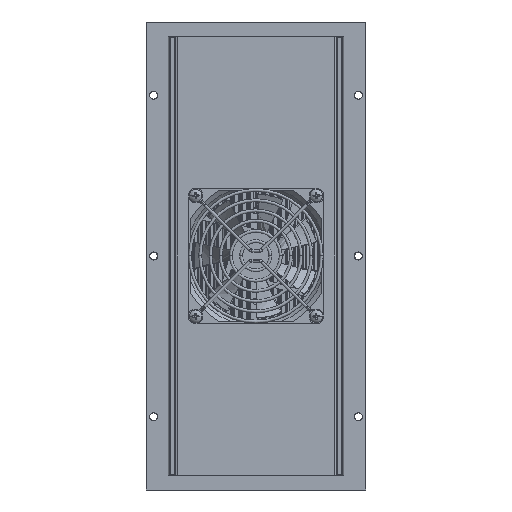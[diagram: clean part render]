
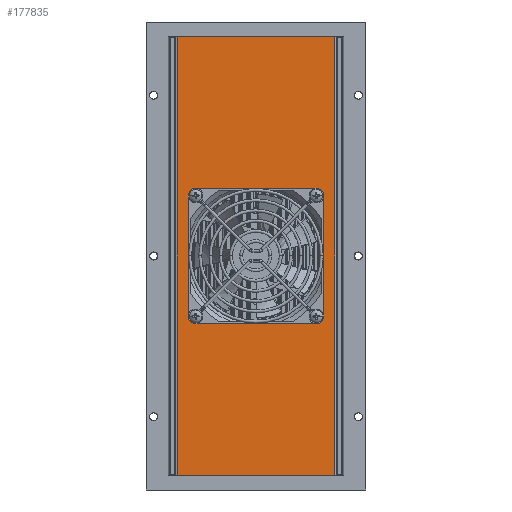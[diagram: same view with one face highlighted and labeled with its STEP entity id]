
A CAD part, front view. The second image highlights one B-rep face of the part: STEP entity #177835.
In plain terms, the highlighted planar face has unit normal (0, -1, 0).
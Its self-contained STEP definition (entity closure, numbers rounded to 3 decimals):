
#564 = DIRECTION ( 'NONE',  ( 0., -1., 0. ) ) ;
#2105 = CARTESIAN_POINT ( 'NONE',  ( -54., -37., 150. ) ) ;
#3516 = LINE ( 'NONE', #201865, #35770 ) ;
#5169 = VERTEX_POINT ( 'NONE', #193112 ) ;
#5403 = AXIS2_PLACEMENT_3D ( 'NONE', #169524, #74566, #185467 ) ;
#7014 = CARTESIAN_POINT ( 'NONE',  ( 54., -37., -150. ) ) ;
#10852 = CARTESIAN_POINT ( 'NONE',  ( 54., -37., -150. ) ) ;
#11643 = VERTEX_POINT ( 'NONE', #59158 ) ;
#11647 = CIRCLE ( 'NONE', #107198, 2.5 ) ;
#16756 = FACE_OUTER_BOUND ( 'NONE', #96465, .T. ) ;
#17499 = CIRCLE ( 'NONE', #73429, 2.5 ) ;
#18596 = CARTESIAN_POINT ( 'NONE',  ( -41.25, -37., -41.25 ) ) ;
#20357 = ORIENTED_EDGE ( 'NONE', *, *, #149547, .F. ) ;
#21741 = FACE_BOUND ( 'NONE', #89058, .T. ) ;
#22687 = CIRCLE ( 'NONE', #152722, 2.5 ) ;
#23602 = ORIENTED_EDGE ( 'NONE', *, *, #32426, .F. ) ;
#29627 = EDGE_CURVE ( 'NONE', #91507, #153035, #22687, .T. ) ;
#32426 = EDGE_CURVE ( 'NONE', #65653, #125328, #11647, .T. ) ;
#34569 = DIRECTION ( 'NONE',  ( 1., 0., 0. ) ) ;
#35534 = ORIENTED_EDGE ( 'NONE', *, *, #79112, .F. ) ;
#35770 = VECTOR ( 'NONE', #154580, 1000. ) ;
#36381 = EDGE_CURVE ( 'NONE', #153035, #91507, #185634, .T. ) ;
#38259 = EDGE_CURVE ( 'NONE', #75427, #193436, #187579, .T. ) ;
#39712 = DIRECTION ( 'NONE',  ( 0., -1., 0. ) ) ;
#40238 = DIRECTION ( 'NONE',  ( 1., 0., 0. ) ) ;
#43103 = CARTESIAN_POINT ( 'NONE',  ( 41.25, -37., -41.25 ) ) ;
#43714 = ORIENTED_EDGE ( 'NONE', *, *, #36381, .F. ) ;
#45021 = DIRECTION ( 'NONE',  ( 0., -1., 0. ) ) ;
#46683 = CARTESIAN_POINT ( 'NONE',  ( 43.75, -37., 41.25 ) ) ;
#46833 = EDGE_LOOP ( 'NONE', ( #23602, #130643 ) ) ;
#47001 = EDGE_CURVE ( 'NONE', #125328, #65653, #17499, .T. ) ;
#47043 = EDGE_CURVE ( 'NONE', #55390, #11643, #77233, .T. ) ;
#51148 = AXIS2_PLACEMENT_3D ( 'NONE', #156086, #61072, #172107 ) ;
#52332 = CARTESIAN_POINT ( 'NONE',  ( -54., -37., -150. ) ) ;
#55223 = CIRCLE ( 'NONE', #59239, 45. ) ;
#55390 = VERTEX_POINT ( 'NONE', #179462 ) ;
#55404 = EDGE_LOOP ( 'NONE', ( #35534, #144632 ) ) ;
#56581 = CARTESIAN_POINT ( 'NONE',  ( 0., -37., 0. ) ) ;
#58833 = CARTESIAN_POINT ( 'NONE',  ( 38.75, -37., 41.25 ) ) ;
#59040 = EDGE_LOOP ( 'NONE', ( #139541, #43714 ) ) ;
#59104 = FACE_BOUND ( 'NONE', #91263, .T. ) ;
#59110 = VECTOR ( 'NONE', #102241, 1000. ) ;
#59138 = DIRECTION ( 'NONE',  ( 1., 0., 0. ) ) ;
#59158 = CARTESIAN_POINT ( 'NONE',  ( 43.75, -37., -41.25 ) ) ;
#59239 = AXIS2_PLACEMENT_3D ( 'NONE', #56581, #167606, #72634 ) ;
#61072 = DIRECTION ( 'NONE',  ( 0., -1., 0. ) ) ;
#61217 = CARTESIAN_POINT ( 'NONE',  ( 54., -37., 150. ) ) ;
#63722 = ORIENTED_EDGE ( 'NONE', *, *, #86651, .T. ) ;
#64849 = AXIS2_PLACEMENT_3D ( 'NONE', #140080, #45021, #156050 ) ;
#65653 = VERTEX_POINT ( 'NONE', #46683 ) ;
#72634 = DIRECTION ( 'NONE',  ( 1., 0., 0. ) ) ;
#73429 = AXIS2_PLACEMENT_3D ( 'NONE', #134770, #39712, #150777 ) ;
#74566 = DIRECTION ( 'NONE',  ( 0., -1., 0. ) ) ;
#75207 = CIRCLE ( 'NONE', #64849, 2.5 ) ;
#75427 = VERTEX_POINT ( 'NONE', #89550 ) ;
#77233 = CIRCLE ( 'NONE', #5403, 2.5 ) ;
#77239 = DIRECTION ( 'NONE',  ( -1., 0., 0. ) ) ;
#79112 = EDGE_CURVE ( 'NONE', #5169, #85255, #55223, .T. ) ;
#80898 = VERTEX_POINT ( 'NONE', #163954 ) ;
#81381 = DIRECTION ( 'NONE',  ( 0., -1., 0. ) ) ;
#83012 = AXIS2_PLACEMENT_3D ( 'NONE', #43103, #154135, #59138 ) ;
#83483 = CARTESIAN_POINT ( 'NONE',  ( -38.75, -37., 41.25 ) ) ;
#85255 = VERTEX_POINT ( 'NONE', #185930 ) ;
#86651 = EDGE_CURVE ( 'NONE', #193436, #191976, #3516, .T. ) ;
#89058 = EDGE_LOOP ( 'NONE', ( #129587, #98148 ) ) ;
#89550 = CARTESIAN_POINT ( 'NONE',  ( 54., -37., 150. ) ) ;
#90962 = CARTESIAN_POINT ( 'NONE',  ( 41.25, -37., 41.25 ) ) ;
#91263 = EDGE_LOOP ( 'NONE', ( #179534, #20357 ) ) ;
#91507 = VERTEX_POINT ( 'NONE', #159744 ) ;
#93619 = EDGE_CURVE ( 'NONE', #11643, #55390, #116170, .T. ) ;
#94420 = CARTESIAN_POINT ( 'NONE',  ( -54., -37., 150. ) ) ;
#95683 = CARTESIAN_POINT ( 'NONE',  ( -41.25, -37., 41.25 ) ) ;
#96465 = EDGE_LOOP ( 'NONE', ( #193905, #126148, #63722, #161550 ) ) ;
#98148 = ORIENTED_EDGE ( 'NONE', *, *, #47043, .F. ) ;
#101371 = FACE_BOUND ( 'NONE', #46833, .T. ) ;
#102241 = DIRECTION ( 'NONE',  ( 0., 0., 1. ) ) ;
#106885 = DIRECTION ( 'NONE',  ( 1., 0., 0. ) ) ;
#107198 = AXIS2_PLACEMENT_3D ( 'NONE', #90962, #202003, #106885 ) ;
#111658 = DIRECTION ( 'NONE',  ( 1., 0., 0. ) ) ;
#116170 = CIRCLE ( 'NONE', #83012, 2.5 ) ;
#120188 = AXIS2_PLACEMENT_3D ( 'NONE', #176378, #81381, #192333 ) ;
#123559 = PLANE ( 'NONE',  #196696 ) ;
#123859 = CIRCLE ( 'NONE', #51148, 45. ) ;
#125328 = VERTEX_POINT ( 'NONE', #58833 ) ;
#126148 = ORIENTED_EDGE ( 'NONE', *, *, #38259, .T. ) ;
#129587 = ORIENTED_EDGE ( 'NONE', *, *, #93619, .F. ) ;
#129595 = DIRECTION ( 'NONE',  ( 0., -1., 0. ) ) ;
#130643 = ORIENTED_EDGE ( 'NONE', *, *, #47001, .F. ) ;
#133956 = CARTESIAN_POINT ( 'NONE',  ( -43.75, -37., -41.25 ) ) ;
#134770 = CARTESIAN_POINT ( 'NONE',  ( 41.25, -37., 41.25 ) ) ;
#139541 = ORIENTED_EDGE ( 'NONE', *, *, #29627, .F. ) ;
#139754 = EDGE_CURVE ( 'NONE', #85255, #5169, #123859, .T. ) ;
#140080 = CARTESIAN_POINT ( 'NONE',  ( -41.25, -37., 41.25 ) ) ;
#143444 = FACE_BOUND ( 'NONE', #59040, .T. ) ;
#143449 = LINE ( 'NONE', #7014, #59110 ) ;
#144632 = ORIENTED_EDGE ( 'NONE', *, *, #139754, .F. ) ;
#149392 = AXIS2_PLACEMENT_3D ( 'NONE', #95683, #564, #111658 ) ;
#149547 = EDGE_CURVE ( 'NONE', #80898, #190876, #75207, .T. ) ;
#150777 = DIRECTION ( 'NONE',  ( 1., 0., 0. ) ) ;
#151304 = CARTESIAN_POINT ( 'NONE',  ( -54., -37., -150. ) ) ;
#152722 = AXIS2_PLACEMENT_3D ( 'NONE', #18596, #129595, #34569 ) ;
#153035 = VERTEX_POINT ( 'NONE', #133956 ) ;
#153420 = VECTOR ( 'NONE', #40238, 1000. ) ;
#154135 = DIRECTION ( 'NONE',  ( 0., -1., 0. ) ) ;
#154580 = DIRECTION ( 'NONE',  ( 0., 0., -1. ) ) ;
#156050 = DIRECTION ( 'NONE',  ( 1., 0., 0. ) ) ;
#156086 = CARTESIAN_POINT ( 'NONE',  ( 0., -37., 0. ) ) ;
#158409 = LINE ( 'NONE', #151304, #153420 ) ;
#159744 = CARTESIAN_POINT ( 'NONE',  ( -38.75, -37., -41.25 ) ) ;
#161550 = ORIENTED_EDGE ( 'NONE', *, *, #175308, .T. ) ;
#163954 = CARTESIAN_POINT ( 'NONE',  ( -43.75, -37., 41.25 ) ) ;
#164665 = VERTEX_POINT ( 'NONE', #10852 ) ;
#167606 = DIRECTION ( 'NONE',  ( 0., -1., 0. ) ) ;
#169524 = CARTESIAN_POINT ( 'NONE',  ( 41.25, -37., -41.25 ) ) ;
#172107 = DIRECTION ( 'NONE',  ( 1., 0., 0. ) ) ;
#172238 = DIRECTION ( 'NONE',  ( 0., 1., 0. ) ) ;
#174196 = DIRECTION ( 'NONE',  ( -1., 0., 0. ) ) ;
#175308 = EDGE_CURVE ( 'NONE', #191976, #164665, #158409, .T. ) ;
#176378 = CARTESIAN_POINT ( 'NONE',  ( -41.25, -37., -41.25 ) ) ;
#177835 = ADVANCED_FACE ( 'NONE', ( #21741, #143444, #101371, #59104, #185704, #16756 ), #123559, .F. ) ;
#179462 = CARTESIAN_POINT ( 'NONE',  ( 38.75, -37., -41.25 ) ) ;
#179534 = ORIENTED_EDGE ( 'NONE', *, *, #196086, .F. ) ;
#180184 = EDGE_CURVE ( 'NONE', #164665, #75427, #143449, .T. ) ;
#182619 = VECTOR ( 'NONE', #174196, 1000. ) ;
#185467 = DIRECTION ( 'NONE',  ( 1., 0., 0. ) ) ;
#185634 = CIRCLE ( 'NONE', #120188, 2.5 ) ;
#185704 = FACE_BOUND ( 'NONE', #55404, .T. ) ;
#185930 = CARTESIAN_POINT ( 'NONE',  ( -45., -37., 0. ) ) ;
#187579 = LINE ( 'NONE', #94420, #182619 ) ;
#190876 = VERTEX_POINT ( 'NONE', #83483 ) ;
#191976 = VERTEX_POINT ( 'NONE', #52332 ) ;
#192333 = DIRECTION ( 'NONE',  ( 1., 0., 0. ) ) ;
#193112 = CARTESIAN_POINT ( 'NONE',  ( 45., -37., 0. ) ) ;
#193436 = VERTEX_POINT ( 'NONE', #2105 ) ;
#193905 = ORIENTED_EDGE ( 'NONE', *, *, #180184, .T. ) ;
#196086 = EDGE_CURVE ( 'NONE', #190876, #80898, #197864, .T. ) ;
#196696 = AXIS2_PLACEMENT_3D ( 'NONE', #61217, #172238, #77239 ) ;
#197864 = CIRCLE ( 'NONE', #149392, 2.5 ) ;
#201865 = CARTESIAN_POINT ( 'NONE',  ( -54., -37., -150. ) ) ;
#202003 = DIRECTION ( 'NONE',  ( 0., -1., 0. ) ) ;
